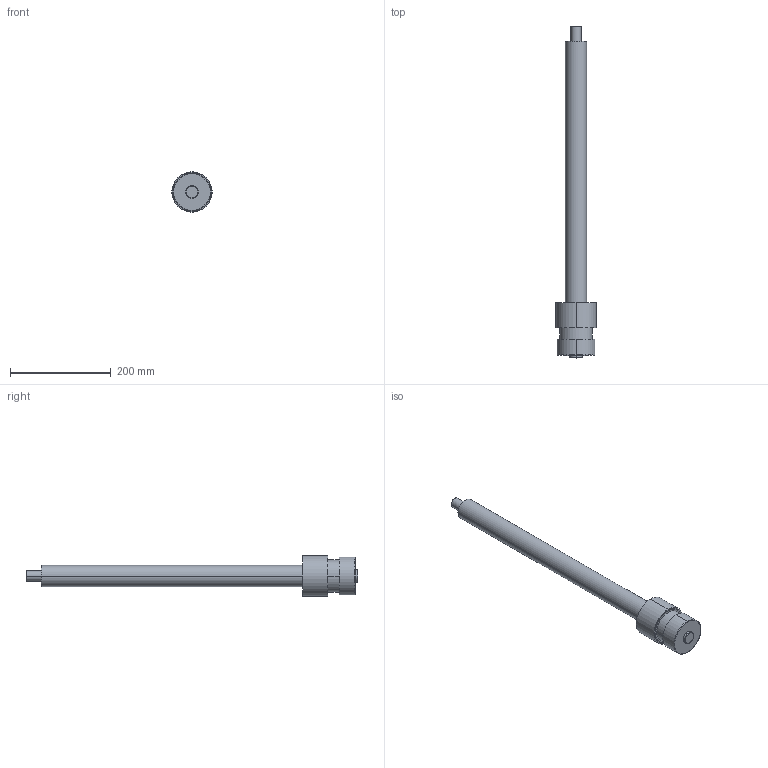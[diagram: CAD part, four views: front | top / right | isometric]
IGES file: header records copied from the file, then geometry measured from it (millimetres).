
Start section:  PTC IGES file: banit10_lcss.igs
Global section: file name: banit10_lcss.igs; native system: Pro/ENGINEER by Parametric Technology Corporation; preprocessor: 2004110; author: liuxiaokun; organization: Unknown; date: 080428.080955; units: millimetre
Bounding box: 80 x 660 x 80 mm (x, y, z)
Volume: 1010816 mm3; surface area: 127329.7 mm2
Topology: 1 solids, 2 shells, 33 faces, 62 edges, 40 vertices
Faces by surface type: revolution 22, bspline 11
